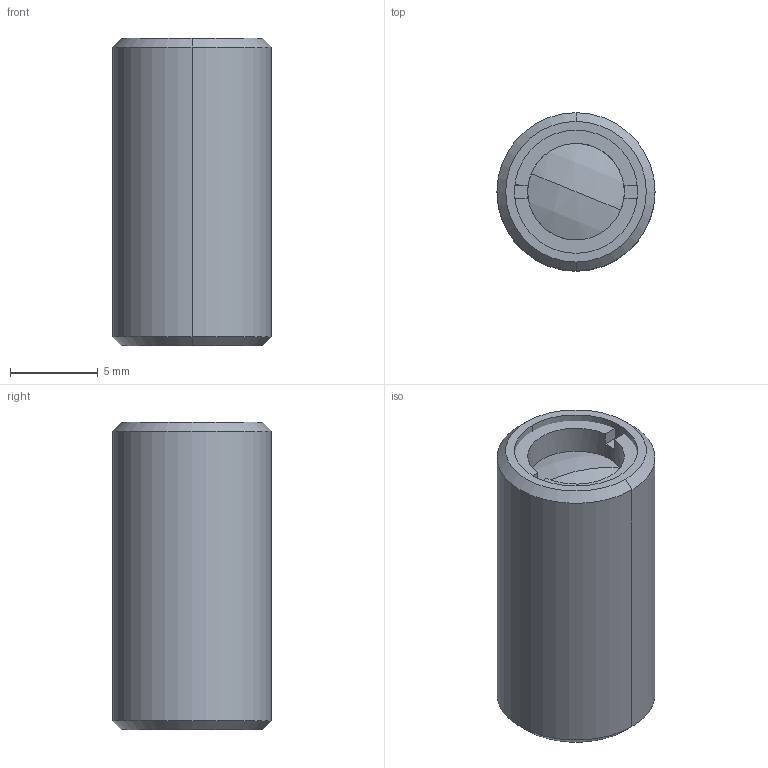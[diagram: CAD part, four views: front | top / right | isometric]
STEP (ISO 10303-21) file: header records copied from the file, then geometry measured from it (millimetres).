
FILE_DESCRIPTION (( 'STEP AP203' ), '1' );
FILE_NAME ('step_45761.step', '2014-11-12T16:19:47', ( '' ), ( '' ), 'SwSTEP 2.0', 'SolidWorks 2014', '' );
FILE_SCHEMA (( 'CONFIG_CONTROL_DESIGN' ));
Length unit declared in the file: millimetre
Products named in the file (1): step_45761
Bounding box: 9 x 9 x 17.5 mm (x, y, z)
Volume: 905.6 mm3; surface area: 2043 mm2
Topology: 13 solids, 13 shells, 130 faces, 272 edges, 178 vertices
Faces by surface type: cylinder 56, plane 42, sphere 20, cone 12
Entity records: 3629 total; most frequent: DIRECTION 706, CARTESIAN_POINT 581, ORIENTED_EDGE 544, AXIS2_PLACEMENT_3D 303, EDGE_CURVE 272, VERTEX_POINT 178, CIRCLE 172, EDGE_LOOP 154
